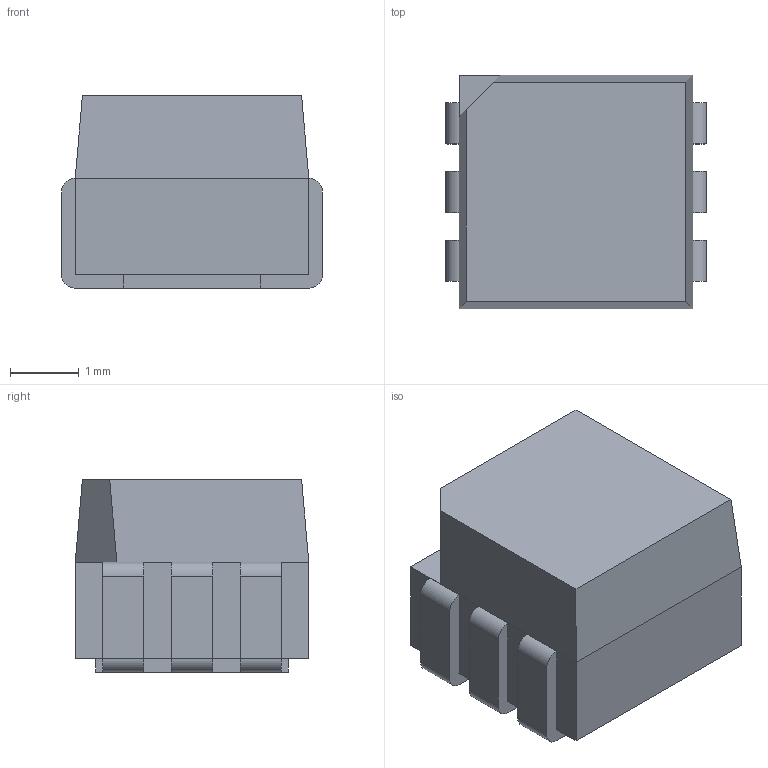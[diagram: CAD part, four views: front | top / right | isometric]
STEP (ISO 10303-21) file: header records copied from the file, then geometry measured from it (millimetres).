
FILE_DESCRIPTION(/* description */ (''),/* implementation_level */ '2;1');
FILE_NAME(/* name */ 'LED_Cree-PLCC6_3.4x3.4mm.step',/* time_stamp */ '2017-03-07T21:23:47-08:00',/* author */ (''),/* organization */ (''),/* preprocessor_version */ 'ST-DEVELOPER v16.5',/* originating_system */ 'Autodesk Translation Framework v5.2.0.2920',/* authorisation */ '');
FILE_SCHEMA (('AUTOMOTIVE_DESIGN { 1 0 10303 214 3 1 1 }'));
Length unit declared in the file: millimetre
Products named in the file (1): LED_Cree-PLCC6_3.4x3.4mm v1
Bounding box: 3.8 x 3.4 x 2.8 mm (x, y, z)
Volume: 27.2 mm3; surface area: 114.6 mm2
Topology: 8 solids, 8 shells, 74 faces, 168 edges, 112 vertices
Faces by surface type: plane 61, cylinder 12, cone 1
Entity records: 2089 total; most frequent: CARTESIAN_POINT 354, DIRECTION 343, ORIENTED_EDGE 334, EDGE_CURVE 167, LINE 141, VECTOR 141, VERTEX_POINT 112, AXIS2_PLACEMENT_3D 101
